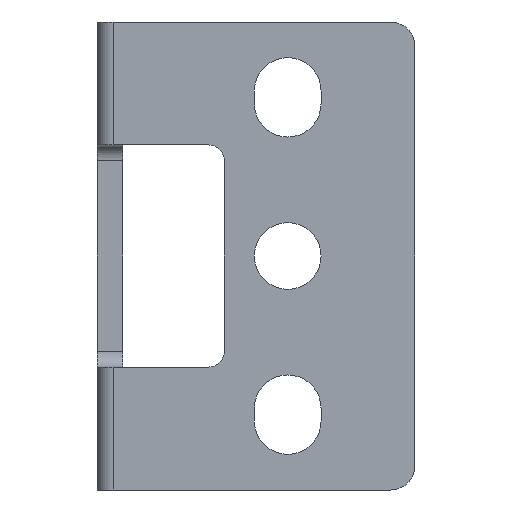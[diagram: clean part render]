
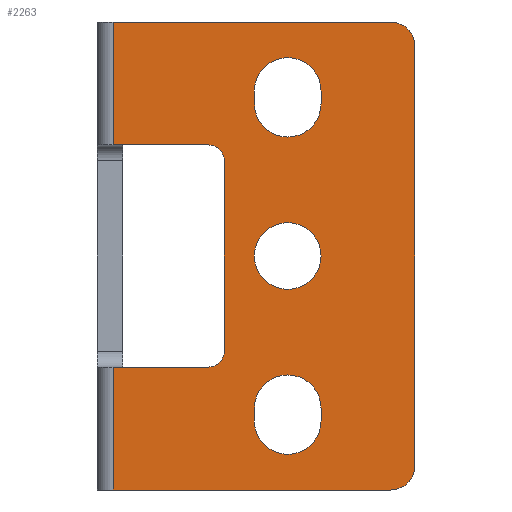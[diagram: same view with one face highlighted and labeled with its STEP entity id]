
A CAD part, front view. The second image highlights one B-rep face of the part: STEP entity #2263.
In plain terms, the highlighted planar face has unit normal (0, -1, 0).
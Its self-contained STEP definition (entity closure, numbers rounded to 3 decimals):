
#6=DIRECTION('',(1.,0.,0.));
#7=VECTOR('',#6,17.5);
#8=CARTESIAN_POINT('',(1.,0.,-14.75));
#9=LINE('',#8,#7);
#676=CARTESIAN_POINT('',(12.,0.,10.4));
#677=DIRECTION('',(0.,1.,0.));
#678=DIRECTION('',(-1.,0.,0.));
#679=AXIS2_PLACEMENT_3D('',#676,#677,#678);
#681=DIRECTION('',(0.,0.,1.));
#682=VECTOR('',#681,0.8);
#683=CARTESIAN_POINT('',(9.9,0.,9.6));
#684=LINE('',#683,#682);
#685=CARTESIAN_POINT('',(12.,0.,9.6));
#686=DIRECTION('',(0.,1.,0.));
#687=DIRECTION('',(1.,0.,0.));
#688=AXIS2_PLACEMENT_3D('',#685,#686,#687);
#690=DIRECTION('',(0.,0.,-1.));
#691=VECTOR('',#690,0.8);
#692=CARTESIAN_POINT('',(14.1,0.,10.4));
#693=LINE('',#692,#691);
#694=DIRECTION('',(0.,0.,1.));
#695=VECTOR('',#694,0.8);
#696=CARTESIAN_POINT('',(9.9,0.,-10.4));
#697=LINE('',#696,#695);
#698=CARTESIAN_POINT('',(12.,0.,-10.4));
#699=DIRECTION('',(0.,1.,0.));
#700=DIRECTION('',(1.,0.,0.));
#701=AXIS2_PLACEMENT_3D('',#698,#699,#700);
#703=DIRECTION('',(0.,0.,-1.));
#704=VECTOR('',#703,0.8);
#705=CARTESIAN_POINT('',(14.1,0.,-9.6));
#706=LINE('',#705,#704);
#707=CARTESIAN_POINT('',(12.,0.,-9.6));
#708=DIRECTION('',(0.,1.,0.));
#709=DIRECTION('',(-1.,0.,0.));
#710=AXIS2_PLACEMENT_3D('',#707,#708,#709);
#712=CARTESIAN_POINT('',(12.,0.,0.));
#713=DIRECTION('',(0.,1.,0.));
#714=DIRECTION('',(0.,0.,-1.));
#715=AXIS2_PLACEMENT_3D('',#712,#713,#714);
#717=CARTESIAN_POINT('',(12.,0.,0.));
#718=DIRECTION('',(0.,1.,0.));
#719=DIRECTION('',(0.,0.,1.));
#720=AXIS2_PLACEMENT_3D('',#717,#718,#719);
#722=DIRECTION('',(1.,0.,0.));
#723=VECTOR('',#722,6.);
#724=CARTESIAN_POINT('',(1.,0.,-7.));
#725=LINE('',#724,#723);
#726=DIRECTION('',(0.,0.,-1.));
#727=VECTOR('',#726,12.);
#728=CARTESIAN_POINT('',(8.,0.,6.));
#729=LINE('',#728,#727);
#730=DIRECTION('',(1.,0.,0.));
#731=VECTOR('',#730,6.);
#732=CARTESIAN_POINT('',(1.,0.,7.));
#733=LINE('',#732,#731);
#734=DIRECTION('',(0.,0.,-1.));
#735=VECTOR('',#734,7.75);
#736=CARTESIAN_POINT('',(1.,0.,14.75));
#737=LINE('',#736,#735);
#738=CARTESIAN_POINT('',(18.5,0.,13.25));
#739=DIRECTION('',(0.,-1.,0.));
#740=DIRECTION('',(1.,0.,0.));
#741=AXIS2_PLACEMENT_3D('',#738,#739,#740);
#743=CARTESIAN_POINT('',(18.5,0.,-13.25));
#744=DIRECTION('',(0.,-1.,0.));
#745=DIRECTION('',(0.,0.,-1.));
#746=AXIS2_PLACEMENT_3D('',#743,#744,#745);
#748=DIRECTION('',(0.,0.,-1.));
#749=VECTOR('',#748,7.75);
#750=CARTESIAN_POINT('',(1.,0.,-7.));
#751=LINE('',#750,#749);
#810=CARTESIAN_POINT('',(7.,0.,-6.));
#811=DIRECTION('',(0.,1.,0.));
#812=DIRECTION('',(1.,0.,0.));
#813=AXIS2_PLACEMENT_3D('',#810,#811,#812);
#828=CARTESIAN_POINT('',(7.,0.,6.));
#829=DIRECTION('',(0.,1.,0.));
#830=DIRECTION('',(0.,0.,1.));
#831=AXIS2_PLACEMENT_3D('',#828,#829,#830);
#903=DIRECTION('',(1.,0.,0.));
#904=VECTOR('',#903,17.5);
#905=CARTESIAN_POINT('',(1.,0.,14.75));
#906=LINE('',#905,#904);
#1035=DIRECTION('',(0.,0.,1.));
#1036=VECTOR('',#1035,26.5);
#1037=CARTESIAN_POINT('',(20.,0.,-13.25));
#1038=LINE('',#1037,#1036);
#1315=CARTESIAN_POINT('',(9.9,0.,10.4));
#1316=CARTESIAN_POINT('',(14.1,0.,10.4));
#1317=VERTEX_POINT('',#1315);
#1318=VERTEX_POINT('',#1316);
#1319=CARTESIAN_POINT('',(14.1,0.,9.6));
#1320=VERTEX_POINT('',#1319);
#1321=CARTESIAN_POINT('',(9.9,0.,9.6));
#1322=VERTEX_POINT('',#1321);
#1323=CARTESIAN_POINT('',(9.9,0.,-10.4));
#1324=CARTESIAN_POINT('',(9.9,0.,-9.6));
#1325=VERTEX_POINT('',#1323);
#1326=VERTEX_POINT('',#1324);
#1327=CARTESIAN_POINT('',(14.1,0.,-9.6));
#1328=VERTEX_POINT('',#1327);
#1329=CARTESIAN_POINT('',(14.1,0.,-10.4));
#1330=VERTEX_POINT('',#1329);
#1475=CARTESIAN_POINT('',(18.5,0.,-14.75));
#1476=CARTESIAN_POINT('',(20.,0.,-13.25));
#1477=VERTEX_POINT('',#1475);
#1478=VERTEX_POINT('',#1476);
#1487=CARTESIAN_POINT('',(20.,0.,13.25));
#1488=VERTEX_POINT('',#1487);
#1489=CARTESIAN_POINT('',(18.5,0.,14.75));
#1490=VERTEX_POINT('',#1489);
#1491=CARTESIAN_POINT('',(1.,0.,7.));
#1493=VERTEX_POINT('',#1491);
#1497=CARTESIAN_POINT('',(1.,0.,14.75));
#1498=VERTEX_POINT('',#1497);
#1499=CARTESIAN_POINT('',(1.,0.,-14.75));
#1501=VERTEX_POINT('',#1499);
#1505=CARTESIAN_POINT('',(1.,0.,-7.));
#1506=VERTEX_POINT('',#1505);
#1507=CARTESIAN_POINT('',(12.,0.,-2.1));
#1508=CARTESIAN_POINT('',(12.,0.,2.1));
#1509=VERTEX_POINT('',#1507);
#1510=VERTEX_POINT('',#1508);
#1532=CARTESIAN_POINT('',(8.,0.,6.));
#1534=VERTEX_POINT('',#1532);
#1536=CARTESIAN_POINT('',(7.,0.,7.));
#1538=VERTEX_POINT('',#1536);
#1540=CARTESIAN_POINT('',(7.,0.,-7.));
#1542=VERTEX_POINT('',#1540);
#1544=CARTESIAN_POINT('',(8.,0.,-6.));
#1546=VERTEX_POINT('',#1544);
#2209=CARTESIAN_POINT('',(0.,0.,-14.75));
#2210=DIRECTION('',(0.,-1.,0.));
#2211=DIRECTION('',(1.,0.,0.));
#2212=AXIS2_PLACEMENT_3D('',#2209,#2210,#2211);
#2213=PLANE('',#2212);
#2215=ORIENTED_EDGE('',*,*,#2214,.T.);
#2217=ORIENTED_EDGE('',*,*,#2216,.F.);
#2219=ORIENTED_EDGE('',*,*,#2218,.F.);
#2221=ORIENTED_EDGE('',*,*,#2220,.F.);
#2223=ORIENTED_EDGE('',*,*,#2222,.F.);
#2225=ORIENTED_EDGE('',*,*,#2224,.F.);
#2227=ORIENTED_EDGE('',*,*,#2226,.T.);
#2229=ORIENTED_EDGE('',*,*,#2228,.F.);
#2231=ORIENTED_EDGE('',*,*,#2230,.F.);
#2233=ORIENTED_EDGE('',*,*,#2232,.F.);
#2234=ORIENTED_EDGE('',*,*,#1624,.F.);
#2235=ORIENTED_EDGE('',*,*,#1649,.F.);
#2236=EDGE_LOOP('',(#2215,#2217,#2219,#2221,#2223,#2225,#2227,#2229,#2231,#2233,
#2234,#2235));
#2237=FACE_OUTER_BOUND('',#2236,.F.);
#2239=ORIENTED_EDGE('',*,*,#2238,.F.);
#2241=ORIENTED_EDGE('',*,*,#2240,.F.);
#2243=ORIENTED_EDGE('',*,*,#2242,.F.);
#2245=ORIENTED_EDGE('',*,*,#2244,.F.);
#2246=EDGE_LOOP('',(#2239,#2241,#2243,#2245));
#2247=FACE_BOUND('',#2246,.F.);
#2249=ORIENTED_EDGE('',*,*,#2248,.F.);
#2251=ORIENTED_EDGE('',*,*,#2250,.F.);
#2252=EDGE_LOOP('',(#2249,#2251));
#2253=FACE_BOUND('',#2252,.F.);
#2254=ORIENTED_EDGE('',*,*,#2199,.F.);
#2256=ORIENTED_EDGE('',*,*,#2255,.F.);
#2258=ORIENTED_EDGE('',*,*,#2257,.F.);
#2260=ORIENTED_EDGE('',*,*,#2259,.F.);
#2261=EDGE_LOOP('',(#2254,#2256,#2258,#2260));
#2262=FACE_BOUND('',#2261,.F.);
#2263=ADVANCED_FACE('',(#2237,#2247,#2253,#2262),#2213,.T.);
#680=CIRCLE('',#679,2.1);
#689=CIRCLE('',#688,2.1);
#702=CIRCLE('',#701,2.1);
#711=CIRCLE('',#710,2.1);
#716=CIRCLE('',#715,2.1);
#721=CIRCLE('',#720,2.1);
#742=CIRCLE('',#741,1.5);
#747=CIRCLE('',#746,1.5);
#814=CIRCLE('',#813,1.);
#832=CIRCLE('',#831,1.);
#1624=EDGE_CURVE('',#1501,#1477,#9,.T.);
#1649=EDGE_CURVE('',#1506,#1501,#751,.T.);
#2199=EDGE_CURVE('',#1317,#1318,#680,.T.);
#2214=EDGE_CURVE('',#1506,#1542,#725,.T.);
#2216=EDGE_CURVE('',#1546,#1542,#814,.T.);
#2218=EDGE_CURVE('',#1534,#1546,#729,.T.);
#2220=EDGE_CURVE('',#1538,#1534,#832,.T.);
#2222=EDGE_CURVE('',#1493,#1538,#733,.T.);
#2224=EDGE_CURVE('',#1498,#1493,#737,.T.);
#2226=EDGE_CURVE('',#1498,#1490,#906,.T.);
#2228=EDGE_CURVE('',#1488,#1490,#742,.T.);
#2230=EDGE_CURVE('',#1478,#1488,#1038,.T.);
#2232=EDGE_CURVE('',#1477,#1478,#747,.T.);
#2238=EDGE_CURVE('',#1325,#1326,#697,.T.);
#2240=EDGE_CURVE('',#1330,#1325,#702,.T.);
#2242=EDGE_CURVE('',#1328,#1330,#706,.T.);
#2244=EDGE_CURVE('',#1326,#1328,#711,.T.);
#2248=EDGE_CURVE('',#1509,#1510,#716,.T.);
#2250=EDGE_CURVE('',#1510,#1509,#721,.T.);
#2255=EDGE_CURVE('',#1322,#1317,#684,.T.);
#2257=EDGE_CURVE('',#1320,#1322,#689,.T.);
#2259=EDGE_CURVE('',#1318,#1320,#693,.T.);
